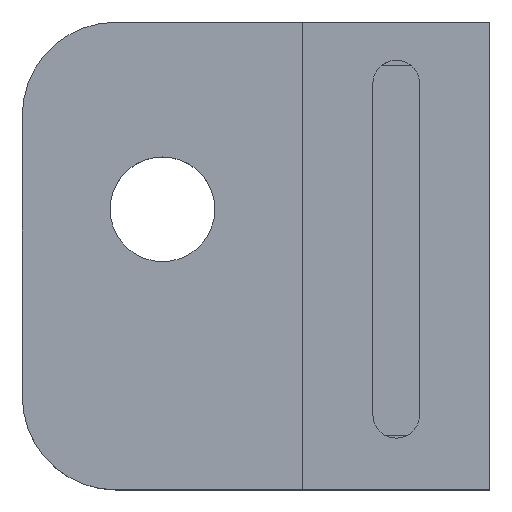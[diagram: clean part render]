
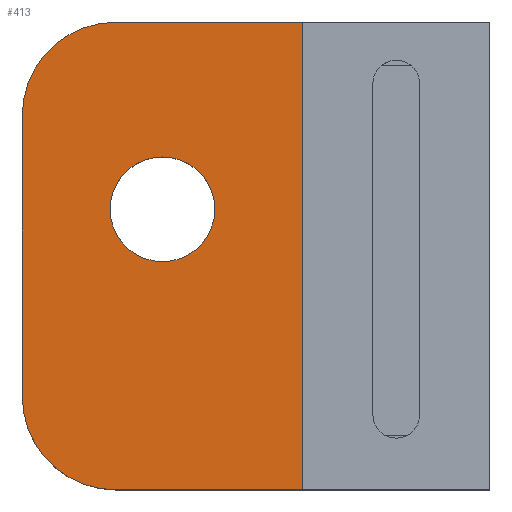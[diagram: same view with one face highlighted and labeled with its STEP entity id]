
A CAD part, top view. The second image highlights one B-rep face of the part: STEP entity #413.
In plain terms, the highlighted planar face has unit normal (0, 0, 1).
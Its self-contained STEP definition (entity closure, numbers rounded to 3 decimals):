
#15=FACE_BOUND('',#63,.T.);
#20=PLANE('',#452);
#39=FACE_OUTER_BOUND('',#62,.T.);
#62=EDGE_LOOP('',(#296,#297,#298,#299,#300,#301));
#63=EDGE_LOOP('',(#302));
#89=LINE('',#618,#134);
#92=LINE('',#624,#137);
#93=LINE('',#626,#138);
#94=LINE('',#628,#139);
#134=VECTOR('',#497,10.);
#137=VECTOR('',#502,10.);
#138=VECTOR('',#503,10.);
#139=VECTOR('',#504,10.);
#177=CIRCLE('',#449,5.);
#179=CIRCLE('',#453,5.);
#180=CIRCLE('',#454,2.8);
#191=VERTEX_POINT('',#608);
#192=VERTEX_POINT('',#609);
#195=VERTEX_POINT('',#617);
#197=VERTEX_POINT('',#623);
#198=VERTEX_POINT('',#625);
#199=VERTEX_POINT('',#627);
#200=VERTEX_POINT('',#630);
#229=EDGE_CURVE('',#191,#192,#177,.T.);
#233=EDGE_CURVE('',#195,#192,#89,.T.);
#236=EDGE_CURVE('',#191,#197,#92,.T.);
#237=EDGE_CURVE('',#197,#198,#93,.T.);
#238=EDGE_CURVE('',#198,#199,#94,.T.);
#239=EDGE_CURVE('',#195,#199,#179,.T.);
#240=EDGE_CURVE('',#200,#200,#180,.T.);
#296=ORIENTED_EDGE('',*,*,#229,.F.);
#297=ORIENTED_EDGE('',*,*,#236,.T.);
#298=ORIENTED_EDGE('',*,*,#237,.T.);
#299=ORIENTED_EDGE('',*,*,#238,.T.);
#300=ORIENTED_EDGE('',*,*,#239,.F.);
#301=ORIENTED_EDGE('',*,*,#233,.T.);
#302=ORIENTED_EDGE('',*,*,#240,.T.);
#413=ADVANCED_FACE('',(#39,#15),#20,.T.);
#449=AXIS2_PLACEMENT_3D('',#610,#489,#490);
#452=AXIS2_PLACEMENT_3D('',#622,#500,#501);
#453=AXIS2_PLACEMENT_3D('',#629,#505,#506);
#454=AXIS2_PLACEMENT_3D('',#631,#507,#508);
#489=DIRECTION('center_axis',(0.,0.,-1.));
#490=DIRECTION('ref_axis',(-0.707,-0.707,0.));
#497=DIRECTION('',(0.,-1.,0.));
#500=DIRECTION('center_axis',(0.,0.,1.));
#501=DIRECTION('ref_axis',(1.,0.,0.));
#502=DIRECTION('',(1.,0.,0.));
#503=DIRECTION('',(0.,1.,0.));
#504=DIRECTION('',(-1.,0.,0.));
#505=DIRECTION('center_axis',(0.,0.,-1.));
#506=DIRECTION('ref_axis',(-0.707,0.707,0.));
#507=DIRECTION('center_axis',(0.,0.,-1.));
#508=DIRECTION('ref_axis',(-1.,0.,0.));
#608=CARTESIAN_POINT('',(5.,0.,5.));
#609=CARTESIAN_POINT('',(0.,5.,5.));
#610=CARTESIAN_POINT('Origin',(5.,5.,5.));
#617=CARTESIAN_POINT('',(0.,20.,5.));
#618=CARTESIAN_POINT('',(0.,25.,5.));
#622=CARTESIAN_POINT('Origin',(12.5,12.5,5.));
#623=CARTESIAN_POINT('',(15.,0.,5.));
#624=CARTESIAN_POINT('',(0.,0.,5.));
#625=CARTESIAN_POINT('',(15.,25.,5.));
#626=CARTESIAN_POINT('',(15.,18.75,5.));
#627=CARTESIAN_POINT('',(5.,25.,5.));
#628=CARTESIAN_POINT('',(25.,25.,5.));
#629=CARTESIAN_POINT('Origin',(5.,20.,5.));
#630=CARTESIAN_POINT('',(10.3,15.,5.));
#631=CARTESIAN_POINT('Origin',(7.5,15.,5.));
